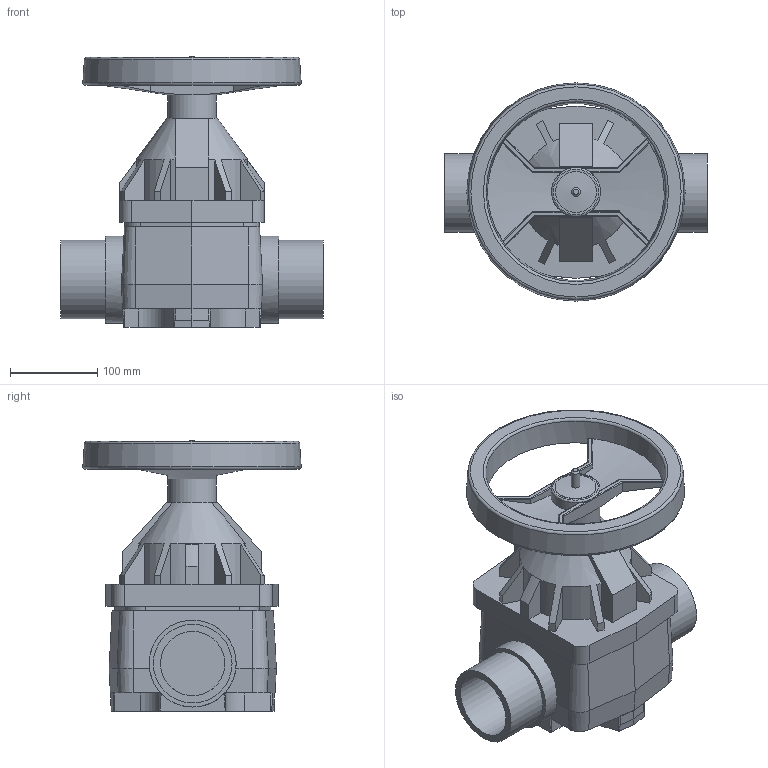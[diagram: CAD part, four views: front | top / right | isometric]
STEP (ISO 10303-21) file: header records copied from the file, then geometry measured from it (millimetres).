
FILE_DESCRIPTION(/* description */ (''),/* implementation_level */ '2;1');
FILE_NAME(/* name */ 'VMDV090E.iam.stp',/* time_stamp */ '2013-10-01T10:39:00+02:00',/* author */ ('bfaro'),/* organization */ (''),/* preprocessor_version */ 'ST-DEVELOPER v15.2',/* originating_system */ 'Autodesk Inventor 2014',/* authorisation */ '');
FILE_SCHEMA (('AUTOMOTIVE_DESIGN { 1 0 10303 214 3 1 1 }'));
Length unit declared in the file: millimetre
Products named in the file (3): volantino VM 75-90; SPBDVM090DV; VMDV090E
Bounding box: 300 x 249.6 x 309.7 mm (x, y, z)
Volume: 5723508.9 mm3; surface area: 529139.1 mm2
Topology: 3 solids, 3 shells, 311 faces, 835 edges, 542 vertices
Faces by surface type: plane 161, cylinder 123, cone 20, torus 5, bspline 2
Full cylindrical faces by diameter (mm): 10 x3, 47 x1, 56 x2, 73.5 x2, 73.528 x1, 90 x2, 99.4 x2, 220 x1, 232 x1
Entity records: 10177 total; most frequent: CARTESIAN_POINT 2382, DIRECTION 1640, ORIENTED_EDGE 1606, EDGE_CURVE 803, AXIS2_PLACEMENT_3D 597, VERTEX_POINT 534, LINE 446, VECTOR 446
